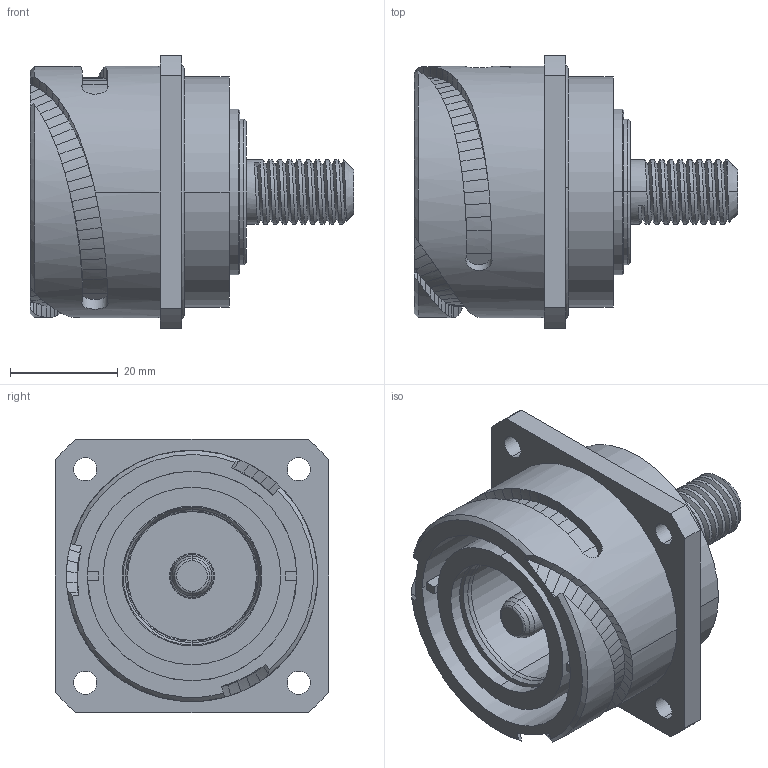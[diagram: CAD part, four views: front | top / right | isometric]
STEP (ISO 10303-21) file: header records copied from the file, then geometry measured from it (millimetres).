
FILE_DESCRIPTION((''),'2;1');
FILE_NAME('GCE3102E28M150P-B-T16_SW0001','2023-05-31T16:15:15',('paultorloting'),('NET AG system integration'),'CREO PARAMETRIC BY PTC INC, 2021404','CREO PARAMETRIC BY PTC INC, 2021404','');
FILE_SCHEMA(('AUTOMOTIVE_DESIGN { 1 0 10303 214 1 1 1 1 }'));
Length unit declared in the file: millimetre
Products named in the file (1): GCE3102E28M150P-B-T16_SW0001
Bounding box: 60.2 x 50.8 x 50.8 mm (x, y, z)
Volume: 49926.6 mm3; surface area: 21874.6 mm2
Topology: 1 solids, 1 shells, 395 faces, 944 edges, 568 vertices
Faces by surface type: bspline 214, cylinder 68, plane 62, cone 27, torus 24
Entity records: 18331 total; most frequent: CARTESIAN_POINT 7880, ORIENTED_EDGE 1884, DIRECTION 1153, EDGE_CURVE 942, VERTEX_POINT 568, EDGE_LOOP 422, FACE_OUTER_BOUND 395, ADVANCED_FACE 395
